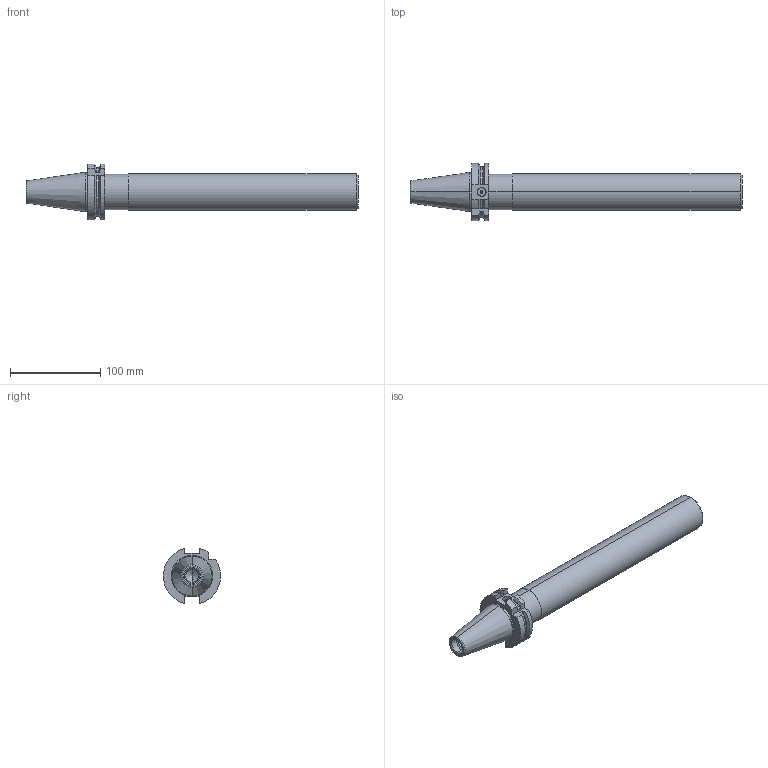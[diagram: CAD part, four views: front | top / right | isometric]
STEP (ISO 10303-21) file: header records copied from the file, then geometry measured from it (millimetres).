
FILE_DESCRIPTION (( 'STEP AP214' ), '1' );
FILE_NAME ('08.09.2021_28.P9.016.005.STEP', '2021-09-08T08:59:33', ( '' ), ( '' ), 'SwSTEP 2.0', 'SolidWorks 2014', '' );
FILE_SCHEMA (( 'AUTOMOTIVE_DESIGN' ));
Length unit declared in the file: millimetre
Products named in the file (1): 08.09.2021_28.P9.016.005
Bounding box: 368.4 x 63.54 x 61.48 mm (x, y, z)
Volume: 461922.6 mm3; surface area: 54560.2 mm2
Topology: 1 solids, 1 shells, 81 faces, 202 edges, 125 vertices
Faces by surface type: cylinder 25, cone 22, plane 22, torus 12
Entity records: 2492 total; most frequent: CARTESIAN_POINT 507, DIRECTION 422, ORIENTED_EDGE 392, EDGE_CURVE 196, AXIS2_PLACEMENT_3D 168, VERTEX_POINT 125, EDGE_LOOP 89, VECTOR 86
